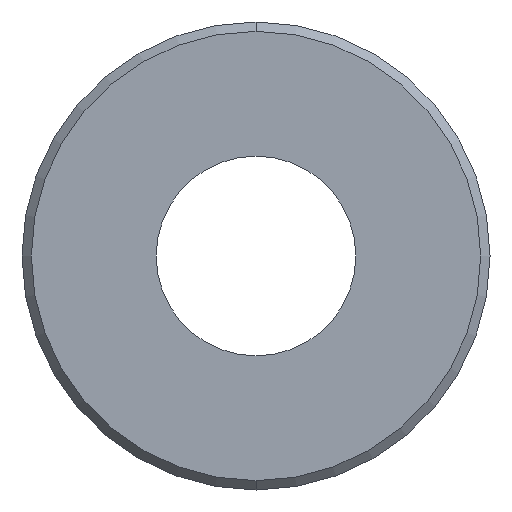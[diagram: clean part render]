
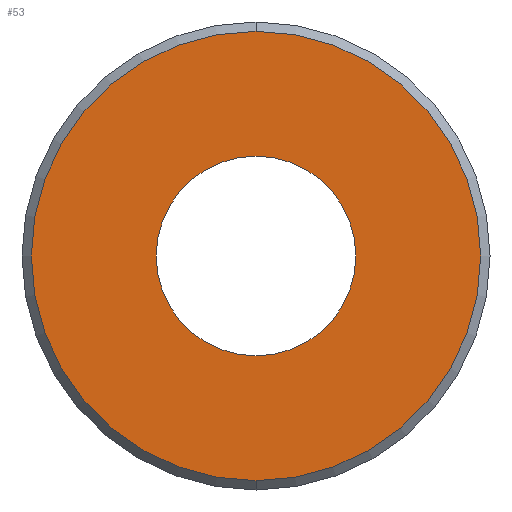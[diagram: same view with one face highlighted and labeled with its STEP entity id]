
A CAD part, front view. The second image highlights one B-rep face of the part: STEP entity #53.
In plain terms, the highlighted planar face has unit normal (0, -1, 0).
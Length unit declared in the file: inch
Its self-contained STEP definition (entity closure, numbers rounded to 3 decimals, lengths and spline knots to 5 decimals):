
#34 = CARTESIAN_POINT ( 'NONE',  ( 0., 0., -0.05325 ) ) ;
#42 = CARTESIAN_POINT ( 'NONE',  ( 0., 0., 0. ) ) ;
#53 = ADVANCED_FACE ( 'NONE', ( #101, #68 ), #95, .F. ) ;
#55 = VERTEX_POINT ( 'NONE', #69 ) ;
#59 = EDGE_CURVE ( 'NONE', #93, #55, #71, .T. ) ;
#61 = DIRECTION ( 'NONE',  ( 0., 0., 1. ) ) ;
#67 = DIRECTION ( 'NONE',  ( 0., 0., 1. ) ) ;
#68 = FACE_BOUND ( 'NONE', #288, .T. ) ;
#69 = CARTESIAN_POINT ( 'NONE',  ( 0., 0., 0.05325 ) ) ;
#71 = CIRCLE ( 'NONE', #340, 0.05325 ) ;
#93 = VERTEX_POINT ( 'NONE', #34 ) ;
#95 = PLANE ( 'NONE',  #332 ) ;
#98 = DIRECTION ( 'NONE',  ( 0., 0., 1. ) ) ;
#101 = FACE_OUTER_BOUND ( 'NONE', #124, .T. ) ;
#119 = DIRECTION ( 'NONE',  ( 0., -1., 0. ) ) ;
#123 = DIRECTION ( 'NONE',  ( 0., 1., 0. ) ) ;
#124 = EDGE_LOOP ( 'NONE', ( #203, #129 ) ) ;
#129 = ORIENTED_EDGE ( 'NONE', *, *, #247, .T. ) ;
#137 = CARTESIAN_POINT ( 'NONE',  ( 0., 0., 0. ) ) ;
#162 = AXIS2_PLACEMENT_3D ( 'NONE', #191, #119, #98 ) ;
#172 = VERTEX_POINT ( 'NONE', #229 ) ;
#179 = EDGE_CURVE ( 'NONE', #208, #172, #336, .T. ) ;
#191 = CARTESIAN_POINT ( 'NONE',  ( 0., 0., 0. ) ) ;
#194 = ORIENTED_EDGE ( 'NONE', *, *, #59, .T. ) ;
#201 = CIRCLE ( 'NONE', #246, 0.11985 ) ;
#203 = ORIENTED_EDGE ( 'NONE', *, *, #179, .T. ) ;
#208 = VERTEX_POINT ( 'NONE', #211 ) ;
#211 = CARTESIAN_POINT ( 'NONE',  ( 0., 0., 0.11985 ) ) ;
#223 = CARTESIAN_POINT ( 'NONE',  ( 0., 0., 0. ) ) ;
#227 = ORIENTED_EDGE ( 'NONE', *, *, #251, .T. ) ;
#229 = CARTESIAN_POINT ( 'NONE',  ( 0., 0., -0.11985 ) ) ;
#242 = DIRECTION ( 'NONE',  ( 0., 1., 0. ) ) ;
#246 = AXIS2_PLACEMENT_3D ( 'NONE', #137, #248, #67 ) ;
#247 = EDGE_CURVE ( 'NONE', #172, #208, #201, .T. ) ;
#248 = DIRECTION ( 'NONE',  ( 0., -1., 0. ) ) ;
#251 = EDGE_CURVE ( 'NONE', #55, #93, #299, .T. ) ;
#259 = CARTESIAN_POINT ( 'NONE',  ( 0., 0., 0. ) ) ;
#262 = DIRECTION ( 'NONE',  ( 0., 1., 0. ) ) ;
#264 = DIRECTION ( 'NONE',  ( 0., 0., 1. ) ) ;
#280 = AXIS2_PLACEMENT_3D ( 'NONE', #42, #123, #61 ) ;
#288 = EDGE_LOOP ( 'NONE', ( #227, #194 ) ) ;
#299 = CIRCLE ( 'NONE', #280, 0.05325 ) ;
#330 = DIRECTION ( 'NONE',  ( 0., 0., 1. ) ) ;
#332 = AXIS2_PLACEMENT_3D ( 'NONE', #223, #242, #330 ) ;
#336 = CIRCLE ( 'NONE', #162, 0.11985 ) ;
#340 = AXIS2_PLACEMENT_3D ( 'NONE', #259, #262, #264 ) ;
